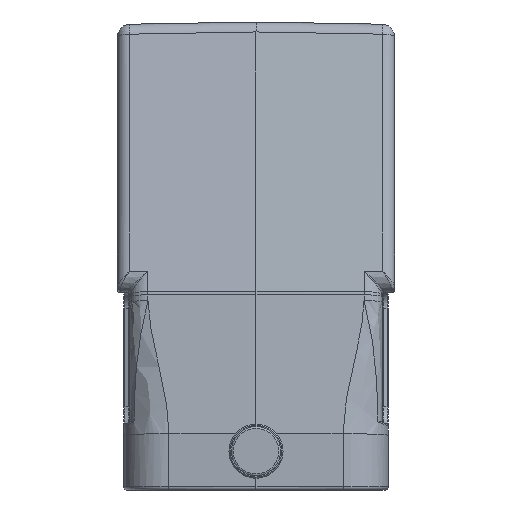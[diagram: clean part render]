
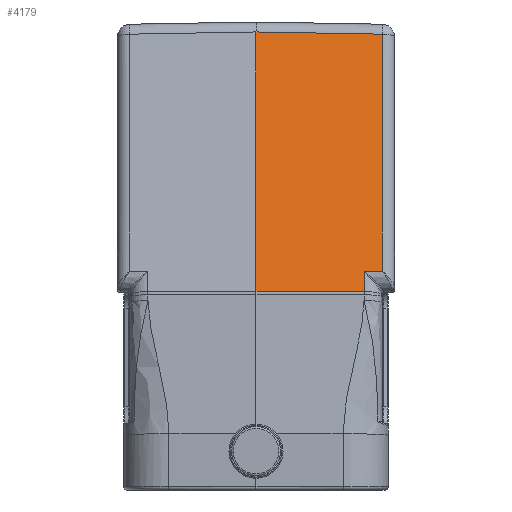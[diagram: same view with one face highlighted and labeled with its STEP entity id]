
A CAD part, left-side view. The second image highlights one B-rep face of the part: STEP entity #4179.
In plain terms, the highlighted planar face has unit normal (-0.982, -0.018, 0.191).
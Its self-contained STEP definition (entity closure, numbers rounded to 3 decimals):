
#4179=ADVANCED_FACE('',(#4847),#4675,.T.);
#4675=PLANE('',#11846);
#4847=FACE_OUTER_BOUND('',#5325,.T.);
#5325=EDGE_LOOP('',(#6220,#6221,#6222,#6223,#6224,#6225));
#6220=ORIENTED_EDGE('',*,*,#9244,.T.);
#6221=ORIENTED_EDGE('',*,*,#9287,.T.);
#6222=ORIENTED_EDGE('',*,*,#9288,.T.);
#6223=ORIENTED_EDGE('',*,*,#9289,.T.);
#6224=ORIENTED_EDGE('',*,*,#9290,.T.);
#6225=ORIENTED_EDGE('',*,*,#9264,.T.);
#8483=VERTEX_POINT('',#15713);
#8492=VERTEX_POINT('',#15738);
#8508=VERTEX_POINT('',#15809);
#8528=VERTEX_POINT('',#15903);
#8529=VERTEX_POINT('',#15905);
#8530=VERTEX_POINT('',#15907);
#9244=EDGE_CURVE('',#8483,#8492,#10303,.T.);
#9264=EDGE_CURVE('',#8508,#8483,#10314,.T.);
#9287=EDGE_CURVE('',#8492,#8528,#10330,.T.);
#9288=EDGE_CURVE('',#8528,#8529,#10331,.T.);
#9289=EDGE_CURVE('',#8529,#8530,#10332,.T.);
#9290=EDGE_CURVE('',#8530,#8508,#10333,.T.);
#10303=LINE('',#15739,#10839);
#10314=LINE('',#15808,#10850);
#10330=LINE('',#15902,#10866);
#10331=LINE('',#15904,#10867);
#10332=LINE('',#15906,#10868);
#10333=LINE('',#15908,#10869);
#10839=VECTOR('',#13016,1.);
#10850=VECTOR('',#13041,1.);
#10866=VECTOR('',#13065,1.);
#10867=VECTOR('',#13066,1.);
#10868=VECTOR('',#13067,1.);
#10869=VECTOR('',#13068,1.);
#11846=AXIS2_PLACEMENT_3D('',#15909,#13069,#13070);
#13016=DIRECTION('',(0.017,-1.,-0.003));
#13041=DIRECTION('',(-0.191,0.,-0.982));
#13065=DIRECTION('',(0.191,0.,0.982));
#13066=DIRECTION('',(0.021,-1.,0.017));
#13067=DIRECTION('',(0.191,0.,0.982));
#13068=DIRECTION('',(-0.014,1.,0.017));
#13069=DIRECTION('',(-0.981,-0.017,0.191));
#13070=DIRECTION('',(0.191,0.,0.982));
#15713=CARTESIAN_POINT('',(-58.195,0.,23.134));
#15738=CARTESIAN_POINT('',(-57.894,-17.552,23.075));
#15739=CARTESIAN_POINT('',(-58.195,0.,23.134));
#15808=CARTESIAN_POINT('',(-58.195,0.,23.134));
#15809=CARTESIAN_POINT('',(-50.012,0.,65.232));
#15902=CARTESIAN_POINT('',(-57.894,-17.552,23.075));
#15903=CARTESIAN_POINT('',(-57.26,-17.552,26.336));
#15904=CARTESIAN_POINT('',(-57.633,0.062,26.029));
#15905=CARTESIAN_POINT('',(-57.197,-20.535,26.388));
#15906=CARTESIAN_POINT('',(-57.843,-20.535,23.065));
#15907=CARTESIAN_POINT('',(-49.716,-20.535,64.873));
#15908=CARTESIAN_POINT('',(-50.003,-0.617,65.221));
#15909=CARTESIAN_POINT('',(-58.195,0.,23.134));
